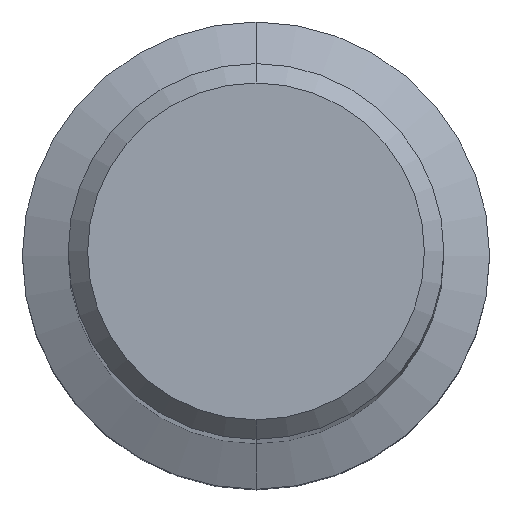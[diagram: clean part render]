
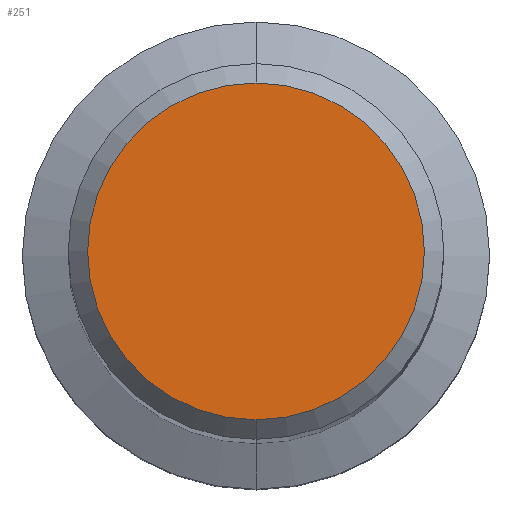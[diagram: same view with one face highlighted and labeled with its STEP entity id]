
A CAD part, top view. The second image highlights one B-rep face of the part: STEP entity #251.
In plain terms, the highlighted planar face has unit normal (0, 0, 1).
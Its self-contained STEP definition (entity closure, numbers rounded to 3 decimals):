
#195=EDGE_CURVE('',#247,#291,#406,.T.);
#201=EDGE_CURVE('',#291,#247,#412,.T.);
#247=VERTEX_POINT('',#461);
#251=ADVANCED_FACE('',(#465),#466,.T.);
#291=VERTEX_POINT('',#513);
#406=CIRCLE('',#652,8.65);
#412=CIRCLE('',#661,8.65);
#461=CARTESIAN_POINT('',(0.,-8.65,0.0));
#465=FACE_OUTER_BOUND('',#728,.T.);
#466=PLANE('',#729);
#513=CARTESIAN_POINT('',(0.0,8.65,0.0));
#652=AXIS2_PLACEMENT_3D('',#916,#917,#918);
#661=AXIS2_PLACEMENT_3D('',#925,#926,#927);
#728=EDGE_LOOP('',(#979,#980));
#729=AXIS2_PLACEMENT_3D('',#981,#982,#983);
#916=CARTESIAN_POINT('',(0.0,0.0,0.0));
#917=DIRECTION('',(0.0,0.0,-1.0));
#918=DIRECTION('',(0.0,1.0,0.0));
#925=CARTESIAN_POINT('',(0.0,0.0,0.0));
#926=DIRECTION('',(0.0,0.0,-1.0));
#927=DIRECTION('',(0.0,1.0,0.0));
#979=ORIENTED_EDGE('',*,*,#201,.F.);
#980=ORIENTED_EDGE('',*,*,#195,.F.);
#981=CARTESIAN_POINT('',(0.0,4.325,0.0));
#982=DIRECTION('',(-0.0,0.0,1.0));
#983=DIRECTION('',(0.0,-1.0,0.0));
